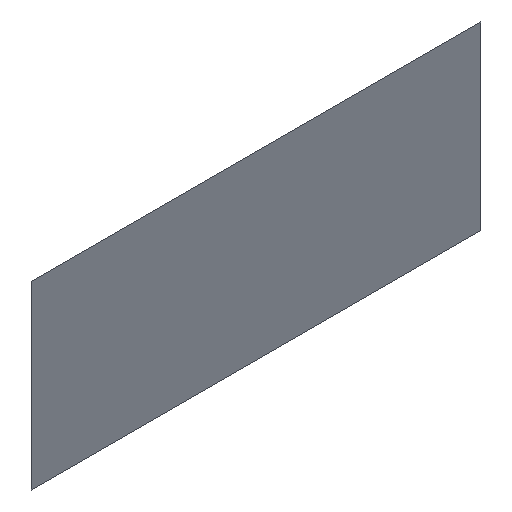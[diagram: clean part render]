
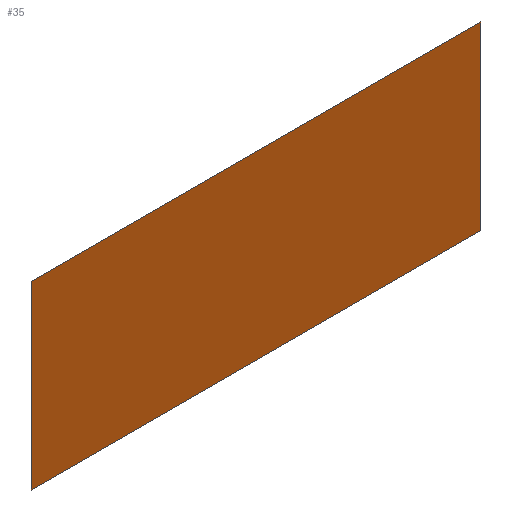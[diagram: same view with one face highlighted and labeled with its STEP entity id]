
A CAD part, isometric view. The second image highlights one B-rep face of the part: STEP entity #35.
In plain terms, the highlighted planar face has unit normal (0, -1, 0).
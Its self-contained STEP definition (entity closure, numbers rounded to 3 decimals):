
#12=ORIENTED_EDGE('',*,*,#16,.F.);
#13=ORIENTED_EDGE('',*,*,#17,.F.);
#14=ORIENTED_EDGE('',*,*,#18,.F.);
#15=ORIENTED_EDGE('',*,*,#19,.F.);
#16=EDGE_CURVE('',#20,#21,#24,.T.);
#17=EDGE_CURVE('',#22,#20,#25,.T.);
#18=EDGE_CURVE('',#23,#22,#26,.T.);
#19=EDGE_CURVE('',#21,#23,#27,.T.);
#20=VERTEX_POINT('',#53);
#21=VERTEX_POINT('',#54);
#22=VERTEX_POINT('',#56);
#23=VERTEX_POINT('',#58);
#24=LINE('',#52,#28);
#25=LINE('',#55,#29);
#26=LINE('',#57,#30);
#27=LINE('',#59,#31);
#28=VECTOR('',#46,1000.);
#29=VECTOR('',#47,1000.);
#30=VECTOR('',#48,1000.);
#31=VECTOR('',#49,1000.);
#32=EDGE_LOOP('',(#12,#13,#14,#15));
#33=FACE_BOUND('',#32,.T.);
#34=PLANE('',#41);
#35=ADVANCED_FACE('',(#33),#34,.T.);
#41=AXIS2_PLACEMENT_3D('',#51,#44,#45);
#44=DIRECTION('',(0.,-1.,0.));
#45=DIRECTION('',(1.,0.,0.));
#46=DIRECTION('',(1.,0.,0.));
#47=DIRECTION('',(0.,0.,1.));
#48=DIRECTION('',(-1.,0.,0.));
#49=DIRECTION('',(0.,0.,-1.));
#51=CARTESIAN_POINT('',(2.869,0.,0.68));
#52=CARTESIAN_POINT('',(2.869,0.,0.68));
#53=CARTESIAN_POINT('',(2.869,0.,0.68));
#54=CARTESIAN_POINT('',(3.367,0.,0.68));
#55=CARTESIAN_POINT('',(2.869,0.,0.48));
#56=CARTESIAN_POINT('',(2.869,0.,0.48));
#57=CARTESIAN_POINT('',(3.367,0.,0.48));
#58=CARTESIAN_POINT('',(3.367,0.,0.48));
#59=CARTESIAN_POINT('',(3.367,0.,0.68));
